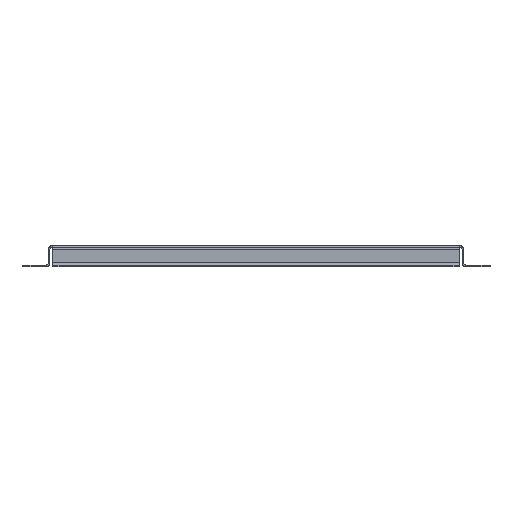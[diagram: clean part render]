
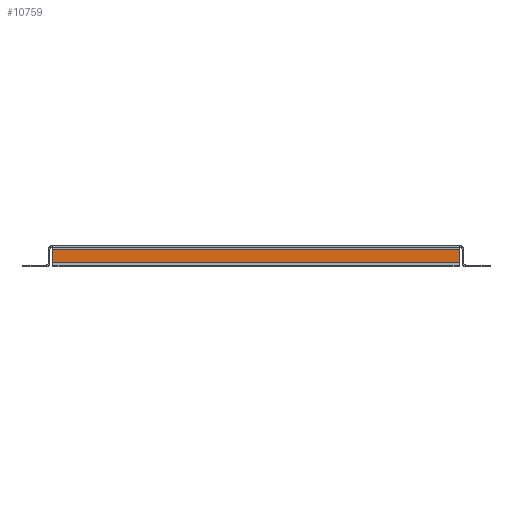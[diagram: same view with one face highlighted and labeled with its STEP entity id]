
A CAD part, front view. The second image highlights one B-rep face of the part: STEP entity #10759.
In plain terms, the highlighted planar face has unit normal (0, -1, 0).
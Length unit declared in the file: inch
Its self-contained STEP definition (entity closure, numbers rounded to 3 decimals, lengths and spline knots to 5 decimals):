
#149 = FACE_OUTER_BOUND ( 'NONE', #15811, .T. ) ;
#178 = VECTOR ( 'NONE', #7161, 39.37008 ) ;
#371 = CARTESIAN_POINT ( 'NONE',  ( 7.2968, -16.1529, -0.6159 ) ) ;
#443 = EDGE_CURVE ( 'NONE', #8199, #16329, #11707, .T. ) ;
#1812 = VECTOR ( 'NONE', #11175, 39.37008 ) ;
#3450 = EDGE_CURVE ( 'NONE', #17647, #13398, #5717, .T. ) ;
#5412 = CARTESIAN_POINT ( 'NONE',  ( 7.2968, -16.1529, -0.6159 ) ) ;
#5717 = LINE ( 'NONE', #5412, #19132 ) ;
#5926 = DIRECTION ( 'NONE',  ( -1., 0., 0. ) ) ;
#6259 = CARTESIAN_POINT ( 'NONE',  ( -7.2968, -16.1529, 0. ) ) ;
#6461 = DIRECTION ( 'NONE',  ( 0., 0., -1. ) ) ;
#7161 = DIRECTION ( 'NONE',  ( 1., 0., 0. ) ) ;
#8166 = ORIENTED_EDGE ( 'NONE', *, *, #13472, .T. ) ;
#8199 = VERTEX_POINT ( 'NONE', #15133 ) ;
#9574 = CARTESIAN_POINT ( 'NONE',  ( 7.2968, -16.1529, -0.1341 ) ) ;
#9771 = LINE ( 'NONE', #14127, #1812 ) ;
#10759 = ADVANCED_FACE ( 'NONE', ( #149 ), #15094, .F. ) ;
#11079 = LINE ( 'NONE', #6259, #14733 ) ;
#11175 = DIRECTION ( 'NONE',  ( 0., 0., 1. ) ) ;
#11707 = LINE ( 'NONE', #9574, #178 ) ;
#12477 = EDGE_CURVE ( 'NONE', #8199, #13398, #11079, .T. ) ;
#12885 = ORIENTED_EDGE ( 'NONE', *, *, #3450, .F. ) ;
#13298 = ORIENTED_EDGE ( 'NONE', *, *, #12477, .T. ) ;
#13398 = VERTEX_POINT ( 'NONE', #18128 ) ;
#13472 = EDGE_CURVE ( 'NONE', #17647, #16329, #9771, .T. ) ;
#14127 = CARTESIAN_POINT ( 'NONE',  ( 7.2968, -16.1529, 0. ) ) ;
#14380 = ORIENTED_EDGE ( 'NONE', *, *, #443, .F. ) ;
#14733 = VECTOR ( 'NONE', #6461, 39.37008 ) ;
#15094 = PLANE ( 'NONE',  #17683 ) ;
#15133 = CARTESIAN_POINT ( 'NONE',  ( -7.2968, -16.1529, -0.1341 ) ) ;
#15811 = EDGE_LOOP ( 'NONE', ( #12885, #8166, #14380, #13298 ) ) ;
#16329 = VERTEX_POINT ( 'NONE', #19103 ) ;
#17647 = VERTEX_POINT ( 'NONE', #371 ) ;
#17683 = AXIS2_PLACEMENT_3D ( 'NONE', #19094, #18969, #18902 ) ;
#18128 = CARTESIAN_POINT ( 'NONE',  ( -7.2968, -16.1529, -0.6159 ) ) ;
#18902 = DIRECTION ( 'NONE',  ( 0., 0., 1. ) ) ;
#18969 = DIRECTION ( 'NONE',  ( 0., 1., 0. ) ) ;
#19094 = CARTESIAN_POINT ( 'NONE',  ( 0., -16.1529, 0. ) ) ;
#19103 = CARTESIAN_POINT ( 'NONE',  ( 7.2968, -16.1529, -0.1341 ) ) ;
#19132 = VECTOR ( 'NONE', #5926, 39.37008 ) ;
